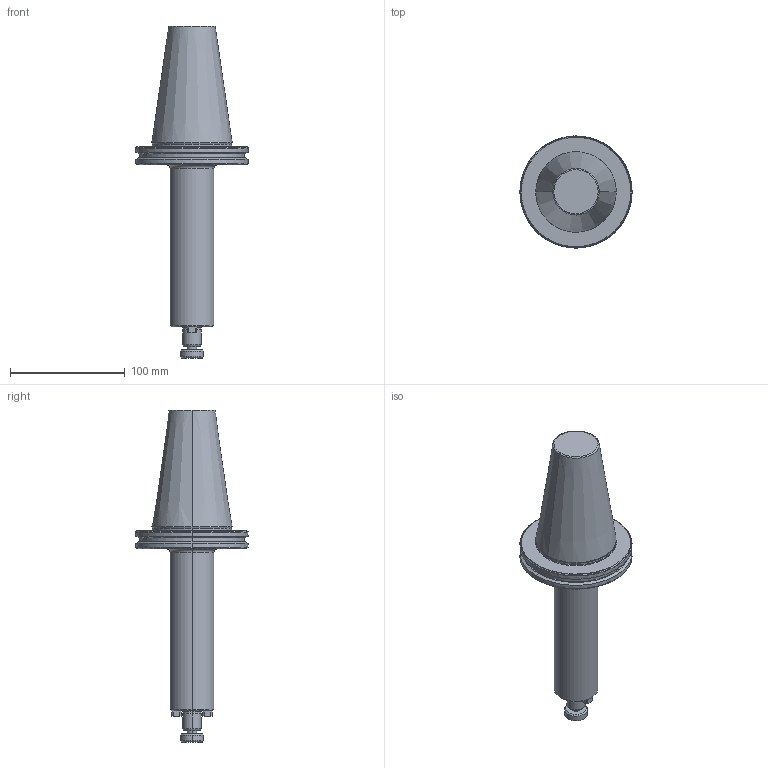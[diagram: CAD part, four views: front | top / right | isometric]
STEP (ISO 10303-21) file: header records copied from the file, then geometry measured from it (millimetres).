
FILE_DESCRIPTION (( 'STEP AP203' ), '1' );
FILE_NAME ('SK50 FMH-K16 160 AD+B-6.3G15000 SL SP.STEP', '2019-05-02T11:18:56', ( '' ), ( '' ), 'SwSTEP 2.0', 'SolidWorks 2014', '' );
FILE_SCHEMA (( 'CONFIG_CONTROL_DESIGN' ));
Length unit declared in the file: millimetre
Products named in the file (1): SK50 FMH-K16 160 AD+B-6.3G15000 SL SP
Bounding box: 97.5 x 97.5 x 288.75 mm (x, y, z)
Volume: 539782.5 mm3; surface area: 55264.2 mm2
Topology: 1 solids, 1 shells, 105 faces, 246 edges, 152 vertices
Faces by surface type: plane 27, cone 24, torus 20, cylinder 18, bspline 16
Entity records: 3929 total; most frequent: CARTESIAN_POINT 1476, DIRECTION 514, ORIENTED_EDGE 492, EDGE_CURVE 246, AXIS2_PLACEMENT_3D 212, VERTEX_POINT 152, CIRCLE 122, EDGE_LOOP 114
